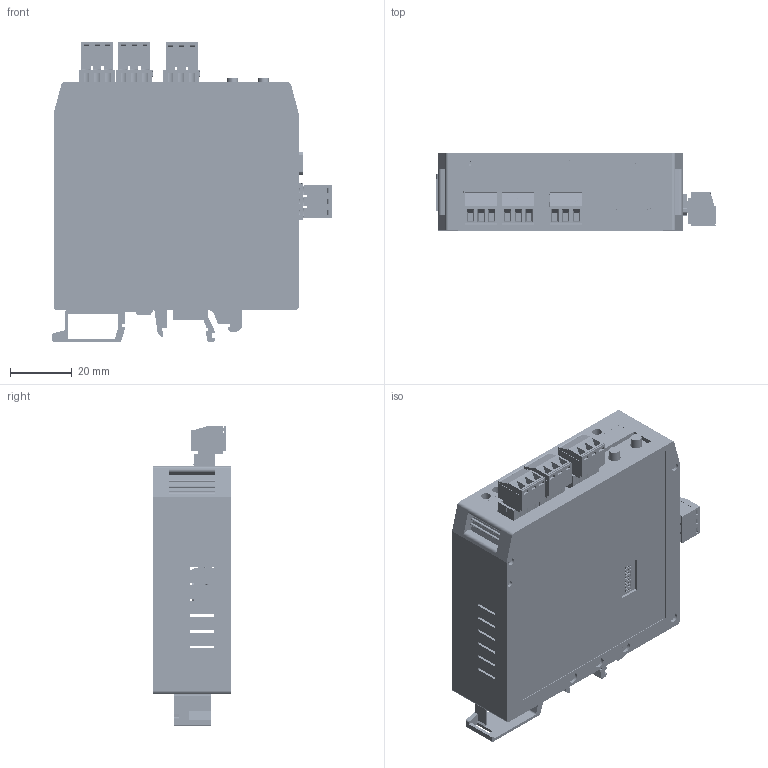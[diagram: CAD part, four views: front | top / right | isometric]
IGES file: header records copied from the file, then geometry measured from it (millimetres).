
Start section: SolidWorks IGES file using analytic representation for surfaces
Global section: file name: MUP410.IGS; native system: SolidWorks 2020; preprocessor: SolidWorks 2020; author: nicole.schlichter; date: 230531.100058; units: millimetre
Bounding box: 90.24 x 24.94 x 97.3 mm (x, y, z)
Surface area: 62996.3 mm2 (no closed solid volume)
Topology: 0 solids, 0 shells, 7093 faces, 57063 edges, 57009 vertices
Faces by surface type: bspline 5179, revolution 1914
